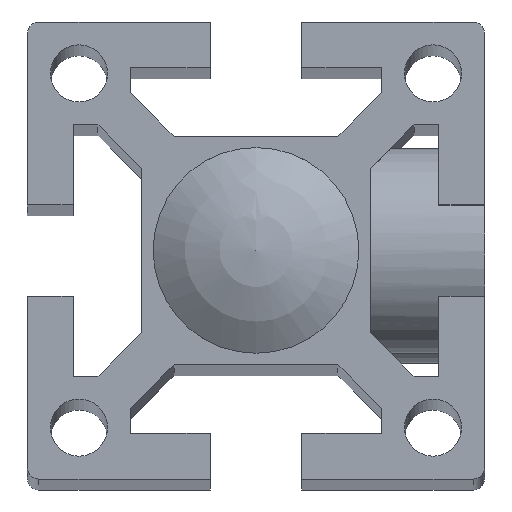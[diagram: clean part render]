
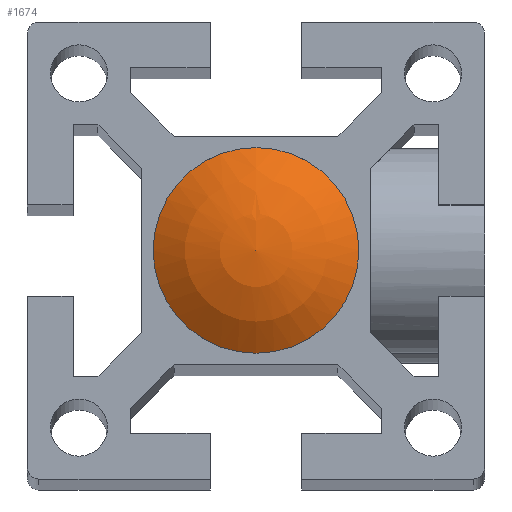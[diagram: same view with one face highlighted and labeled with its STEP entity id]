
A CAD part, top view. The second image highlights one B-rep face of the part: STEP entity #1674.
In plain terms, the highlighted spherical face has radius 15 mm.
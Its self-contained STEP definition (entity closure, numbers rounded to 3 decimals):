
#23=SPHERICAL_SURFACE('',#1840,15.);
#786=ORIENTED_EDGE('',*,*,#1032,.T.);
#1032=EDGE_CURVE('EDGE1152',#1193,#1193,#1249,.T.);
#1193=VERTEX_POINT('',#3719);
#1249=CIRCLE('',#1841,9.);
#1361=EDGE_LOOP('',(#786));
#1497=FACE_BOUND('',#1361,.T.);
#1674=ADVANCED_FACE('FACE381',(#1497),#23,.T.);
#1840=AXIS2_PLACEMENT_3D('',#3717,#2256,#2257);
#1841=AXIS2_PLACEMENT_3D('',#3718,#2258,#2259);
#2256=DIRECTION('',(0.,0.,1.));
#2257=DIRECTION('',(1.,0.,0.));
#2258=DIRECTION('',(0.,0.,-1.));
#2259=DIRECTION('',(1.,0.,0.));
#3717=CARTESIAN_POINT('',(0.,-20.,-19.));
#3718=CARTESIAN_POINT('',(0.,-20.,-31.));
#3719=CARTESIAN_POINT('',(9.,-20.,-31.));
